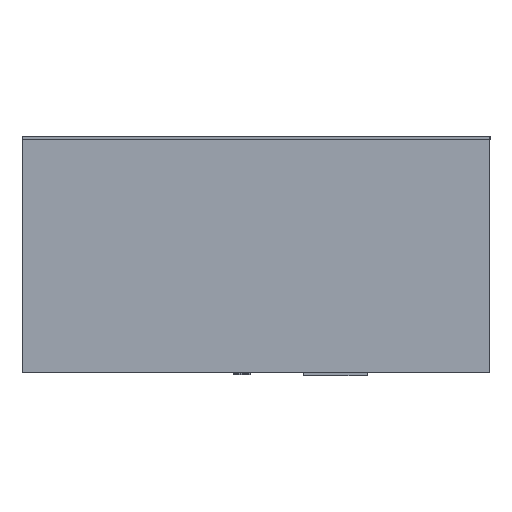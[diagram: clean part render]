
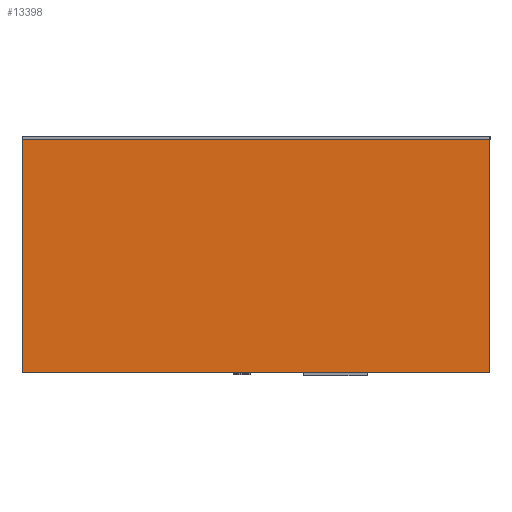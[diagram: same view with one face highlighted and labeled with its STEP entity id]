
A CAD part, top view. The second image highlights one B-rep face of the part: STEP entity #13398.
In plain terms, the highlighted planar face has unit normal (0, 0, 1).
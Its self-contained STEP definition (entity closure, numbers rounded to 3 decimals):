
#13264=CARTESIAN_POINT('',(2310.086,20.171,2200.0));
#13265=VERTEX_POINT('',#13264);
#13272=CARTESIAN_POINT('',(-39.914,20.171,2200.0));
#13273=VERTEX_POINT('',#13272);
#13274=CARTESIAN_POINT('',(2310.086,20.171,2200.0));
#13275=DIRECTION('',(-1.0,0.0,0.0));
#13276=VECTOR('',#13275,2350.0);
#13277=LINE('',#13274,#13276);
#13278=EDGE_CURVE('',#13265,#13273,#13277,.T.);
#13303=CARTESIAN_POINT('',(2310.086,1190.171,2200.0));
#13304=VERTEX_POINT('',#13303);
#13311=CARTESIAN_POINT('',(2310.086,1190.171,2200.0));
#13312=DIRECTION('',(0.0,-1.0,0.0));
#13313=VECTOR('',#13312,1170.0);
#13314=LINE('',#13311,#13313);
#13315=EDGE_CURVE('',#13304,#13265,#13314,.T.);
#13326=CARTESIAN_POINT('',(-39.914,1190.171,2200.0));
#13327=VERTEX_POINT('',#13326);
#13328=CARTESIAN_POINT('',(-39.914,1190.171,2200.0));
#13329=DIRECTION('',(1.0,0.0,0.0));
#13330=VECTOR('',#13329,2350.0);
#13331=LINE('',#13328,#13330);
#13332=EDGE_CURVE('',#13327,#13304,#13331,.T.);
#13359=CARTESIAN_POINT('',(-39.914,20.171,2200.0));
#13360=DIRECTION('',(0.0,1.0,0.0));
#13361=VECTOR('',#13360,1170.0);
#13362=LINE('',#13359,#13361);
#13363=EDGE_CURVE('',#13273,#13327,#13362,.T.);
#13387=CARTESIAN_POINT('',(1135.086,605.171,2200.0));
#13388=DIRECTION('',(0.0,0.0,1.0));
#13389=DIRECTION('',(1.0,0.0,0.0));
#13390=AXIS2_PLACEMENT_3D('',#13387,#13388,#13389);
#13391=PLANE('',#13390);
#13392=ORIENTED_EDGE('',*,*,#13332,.F.);
#13393=ORIENTED_EDGE('',*,*,#13363,.F.);
#13394=ORIENTED_EDGE('',*,*,#13278,.F.);
#13395=ORIENTED_EDGE('',*,*,#13315,.F.);
#13396=EDGE_LOOP('',(#13392,#13393,#13394,#13395));
#13397=FACE_OUTER_BOUND('',#13396,.T.);
#13398=ADVANCED_FACE('',(#13397),#13391,.T.);
